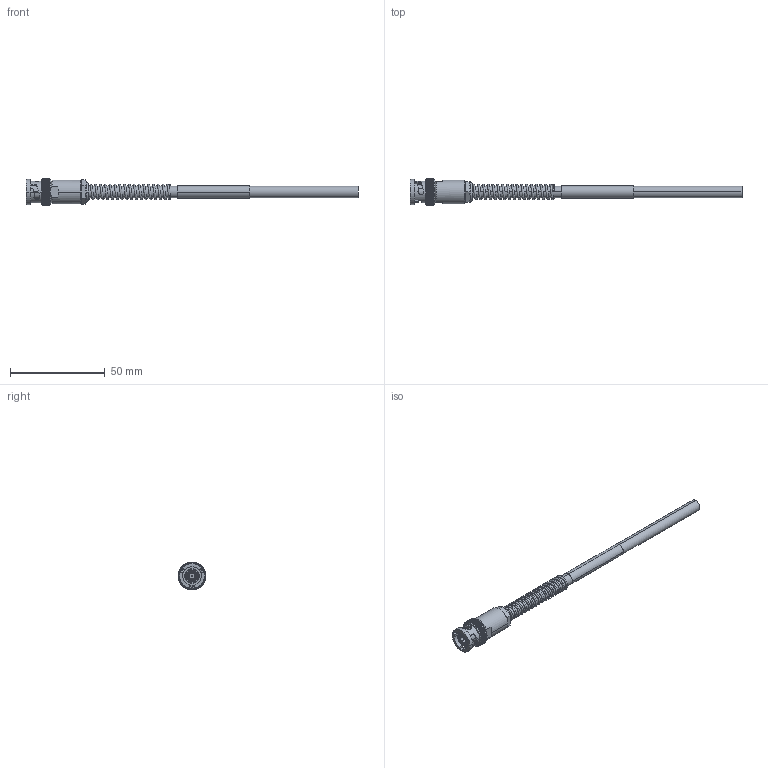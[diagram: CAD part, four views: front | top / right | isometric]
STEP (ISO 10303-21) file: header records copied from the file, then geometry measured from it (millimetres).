
FILE_DESCRIPTION (( 'STEP AP214' ), '1' );
FILE_NAME ('FM3MSA00546_3D.step', '2023-08-28T16:54:06', ( '' ), ( '' ), 'SwSTEP 2.0', 'SolidWorks 2022', '' );
FILE_SCHEMA (( 'AUTOMOTIVE_DESIGN' ));
Length unit declared in the file: inch
Products named in the file (12): Copy of 10-06033-XXX-MA8^FMCN10-06033-210; Copy of 10-06033-XXX-MA7^FMCN10-06033-210; FMCN10-06033-210; 1AW01-003_.242" ID X 1.50; Copy of 10-06033-XXX-MA2(S)^FMCN10-06033-210; Copy of 10-06033-XXX-MA6^FMCN10-06033-210; FM3MSA00546_3D; Copy of 10-06033-XXX-MA1^FMCN10-06033-210; Copy of 10-06033-XXX-MA4^FMCN10-06033-210; Copy of 10-06033-XXX-MA5^FMCN10-06033-210; 30-02001_6"; Copy of 10-06033-XXX-MA3^FMCN10-06033-210
Assembly tree (11 placements, depth 3):
  FM3MSA00546_3D
    30-02001_6"
    1AW01-003_.242" ID X 1.50
    FMCN10-06033-210
      Copy of 10-06033-XXX-MA1^FMCN10-06033-210
      Copy of 10-06033-XXX-MA2(S)^FMCN10-06033-210
      Copy of 10-06033-XXX-MA3^FMCN10-06033-210
      Copy of 10-06033-XXX-MA4^FMCN10-06033-210
      Copy of 10-06033-XXX-MA5^FMCN10-06033-210
      Copy of 10-06033-XXX-MA6^FMCN10-06033-210
      Copy of 10-06033-XXX-MA7^FMCN10-06033-210
      Copy of 10-06033-XXX-MA8^FMCN10-06033-210
Bounding box: 175.4 x 14.49 x 14.49 mm (x, y, z)
Volume: 8219.2 mm3; surface area: 10808.2 mm2
Topology: 11 solids, 11 shells, 804 faces, 2224 edges, 1456 vertices
Faces by surface type: cylinder 425, torus 192, plane 114, cone 56, bspline 17
Entity records: 35613 total; most frequent: CARTESIAN_POINT 14300, ORIENTED_EDGE 4444, DIRECTION 4322, EDGE_CURVE 2222, AXIS2_PLACEMENT_3D 1858, VERTEX_POINT 1456, CIRCLE 1056, EDGE_LOOP 848
